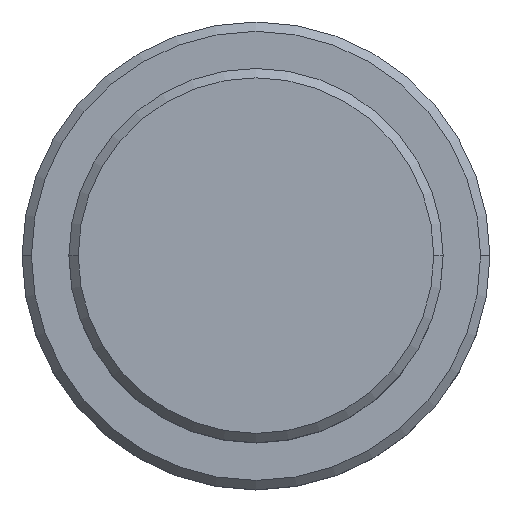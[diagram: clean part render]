
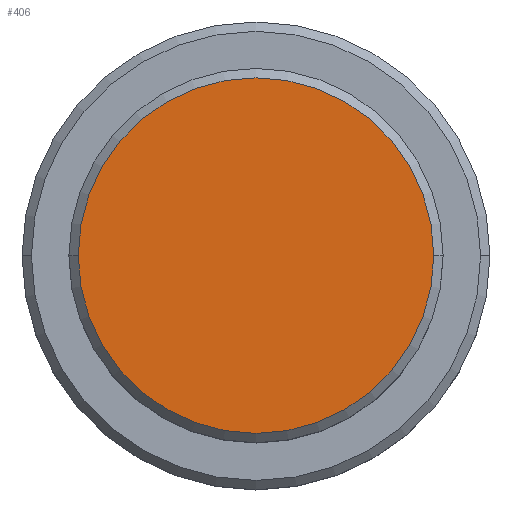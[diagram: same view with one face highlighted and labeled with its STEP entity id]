
A CAD part, top view. The second image highlights one B-rep face of the part: STEP entity #406.
In plain terms, the highlighted planar face has unit normal (0, 0, 1).
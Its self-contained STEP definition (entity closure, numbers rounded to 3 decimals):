
#43 = VERTEX_POINT ( 'NONE', #827 ) ;
#108 = EDGE_CURVE ( 'NONE', #214, #43, #1071, .T. ) ;
#178 = ORIENTED_EDGE ( 'NONE', *, *, #968, .T. ) ;
#214 = VERTEX_POINT ( 'NONE', #1011 ) ;
#241 = DIRECTION ( 'NONE',  ( 1., 0., 0. ) ) ;
#247 = CARTESIAN_POINT ( 'NONE',  ( 0., 0., 0. ) ) ;
#324 = AXIS2_PLACEMENT_3D ( 'NONE', #1314, #1080, #1203 ) ;
#332 = DIRECTION ( 'NONE',  ( 0., 0., 1. ) ) ;
#333 = EDGE_LOOP ( 'NONE', ( #178, #644 ) ) ;
#406 = ADVANCED_FACE ( 'NONE', ( #537 ), #1034, .T. ) ;
#537 = FACE_OUTER_BOUND ( 'NONE', #333, .T. ) ;
#644 = ORIENTED_EDGE ( 'NONE', *, *, #108, .T. ) ;
#670 = DIRECTION ( 'NONE',  ( 0., 0., 1. ) ) ;
#725 = CIRCLE ( 'NONE', #1237, 9.5 ) ;
#743 = AXIS2_PLACEMENT_3D ( 'NONE', #998, #332, #241 ) ;
#827 = CARTESIAN_POINT ( 'NONE',  ( -9.5, 0., 0. ) ) ;
#968 = EDGE_CURVE ( 'NONE', #43, #214, #725, .T. ) ;
#998 = CARTESIAN_POINT ( 'NONE',  ( 0., 0., 0. ) ) ;
#1011 = CARTESIAN_POINT ( 'NONE',  ( 9.5, 0., 0. ) ) ;
#1034 = PLANE ( 'NONE',  #324 ) ;
#1062 = DIRECTION ( 'NONE',  ( 1., 0., 0. ) ) ;
#1071 = CIRCLE ( 'NONE', #743, 9.5 ) ;
#1080 = DIRECTION ( 'NONE',  ( 0., 0., 1. ) ) ;
#1203 = DIRECTION ( 'NONE',  ( 1., 0., 0. ) ) ;
#1237 = AXIS2_PLACEMENT_3D ( 'NONE', #247, #670, #1062 ) ;
#1314 = CARTESIAN_POINT ( 'NONE',  ( 0., 0., 0. ) ) ;
